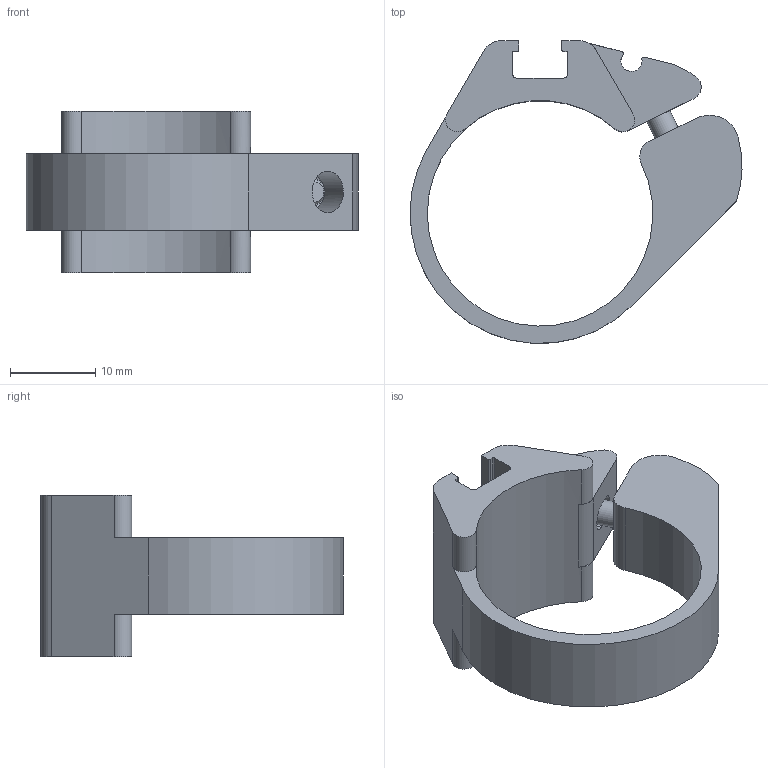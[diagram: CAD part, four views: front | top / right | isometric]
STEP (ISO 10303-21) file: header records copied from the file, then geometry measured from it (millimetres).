
FILE_DESCRIPTION(/* description */ ('STEP AP214'),/* implementation_level */ '2;1');
FILE_NAME(/* name */ '175096_SMBR-8-25',/* time_stamp */ '2024-09-10T09:21:41+02:00',/* author */ ('License CC BY-ND 4.0'),/* organization */ ('CADENAS'),/* preprocessor_version */ 'ST-DEVELOPER v19.3',/* originating_system */ 'PARTsolutions',/* authorisation */ ' ');
FILE_SCHEMA (('AUTOMOTIVE_DESIGN {1 0 10303 214 3 1 1}'));
Length unit declared in the file: millimetre
Products named in the file (1): 175096 SMBR-8-25
Bounding box: 39.03 x 35.57 x 19 mm (x, y, z)
Volume: 4783 mm3; surface area: 3981.8 mm2
Topology: 1 solids, 1 shells, 77 faces, 207 edges, 137 vertices
Faces by surface type: plane 39, cylinder 34, cone 3, torus 1
Full cylindrical faces by diameter (mm): 3 x2, 3.1 x1, 4.9 x1
Entity records: 2422 total; most frequent: CARTESIAN_POINT 448, DIRECTION 422, ORIENTED_EDGE 392, EDGE_CURVE 196, AXIS2_PLACEMENT_3D 160, VERTEX_POINT 134, LINE 102, VECTOR 102
